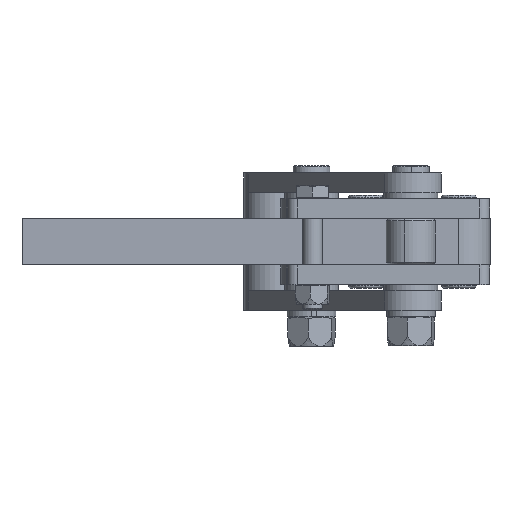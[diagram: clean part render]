
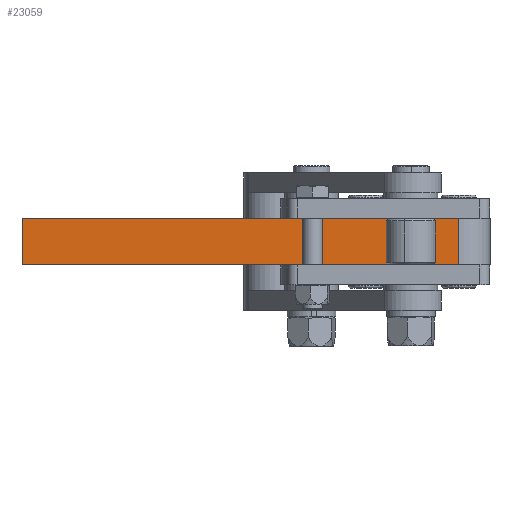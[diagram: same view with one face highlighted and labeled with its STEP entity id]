
A CAD part, front view. The second image highlights one B-rep face of the part: STEP entity #23059.
In plain terms, the highlighted face is planar.
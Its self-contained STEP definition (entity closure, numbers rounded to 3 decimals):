
#688 = CARTESIAN_POINT ( 'NONE',  ( 178., 0., 9.5 ) ) ;
#746 = CARTESIAN_POINT ( 'NONE',  ( 0., 0., 9.5 ) ) ;
#3835 = EDGE_CURVE ( 'NONE', #14135, #14108, #19126, .T. ) ;
#4486 = DIRECTION ( 'NONE',  ( 0., 0., 1. ) ) ;
#4487 = DIRECTION ( 'NONE',  ( 0., 1., 0. ) ) ;
#4489 = PLANE ( 'NONE',  #16192 ) ;
#4493 = CARTESIAN_POINT ( 'NONE',  ( 178., 0., 9.5 ) ) ;
#7527 = FACE_OUTER_BOUND ( 'NONE', #21491, .T. ) ;
#7850 = LINE ( 'NONE', #11732, #7855 ) ;
#7855 = VECTOR ( 'NONE', #11764, 1000. ) ;
#7931 = LINE ( 'NONE', #11502, #7938 ) ;
#7933 = LINE ( 'NONE', #11497, #7934 ) ;
#7934 = VECTOR ( 'NONE', #11496, 1000. ) ;
#7938 = VECTOR ( 'NONE', #11492, 1000. ) ;
#11492 = DIRECTION ( 'NONE',  ( 0., 0., -1. ) ) ;
#11496 = DIRECTION ( 'NONE',  ( 0., 0., -1. ) ) ;
#11497 = CARTESIAN_POINT ( 'NONE',  ( 178., 0., 9.5 ) ) ;
#11502 = CARTESIAN_POINT ( 'NONE',  ( 0., 0., 9.5 ) ) ;
#11732 = CARTESIAN_POINT ( 'NONE',  ( 178., 0., -9.5 ) ) ;
#11764 = DIRECTION ( 'NONE',  ( 1., 0., 0. ) ) ;
#14108 = VERTEX_POINT ( 'NONE', #688 ) ;
#14135 = VERTEX_POINT ( 'NONE', #746 ) ;
#15403 = CARTESIAN_POINT ( 'NONE',  ( 178., 0., 9.5 ) ) ;
#15404 = DIRECTION ( 'NONE',  ( 1., 0., 0. ) ) ;
#16192 = AXIS2_PLACEMENT_3D ( 'NONE', #4493, #4487, #4486 ) ;
#19126 = LINE ( 'NONE', #15403, #19127 ) ;
#19127 = VECTOR ( 'NONE', #15404, 1000. ) ;
#19427 = ORIENTED_EDGE ( 'NONE', *, *, #23280, .T. ) ;
#19506 = ORIENTED_EDGE ( 'NONE', *, *, #3835, .F. ) ;
#19507 = ORIENTED_EDGE ( 'NONE', *, *, #23343, .T. ) ;
#19681 = ORIENTED_EDGE ( 'NONE', *, *, #23341, .F. ) ;
#20131 = CARTESIAN_POINT ( 'NONE',  ( 178., 0., -9.5 ) ) ;
#20250 = CARTESIAN_POINT ( 'NONE',  ( 0., 0., -9.5 ) ) ;
#20379 = VERTEX_POINT ( 'NONE', #20250 ) ;
#20496 = VERTEX_POINT ( 'NONE', #20131 ) ;
#21491 = EDGE_LOOP ( 'NONE', ( #19427, #19681, #19506, #19507 ) ) ;
#23059 = ADVANCED_FACE ( 'NONE', ( #7527 ), #4489, .F. ) ;
#23280 = EDGE_CURVE ( 'NONE', #20379, #20496, #7850, .T. ) ;
#23341 = EDGE_CURVE ( 'NONE', #14108, #20496, #7933, .T. ) ;
#23343 = EDGE_CURVE ( 'NONE', #14135, #20379, #7931, .T. ) ;
